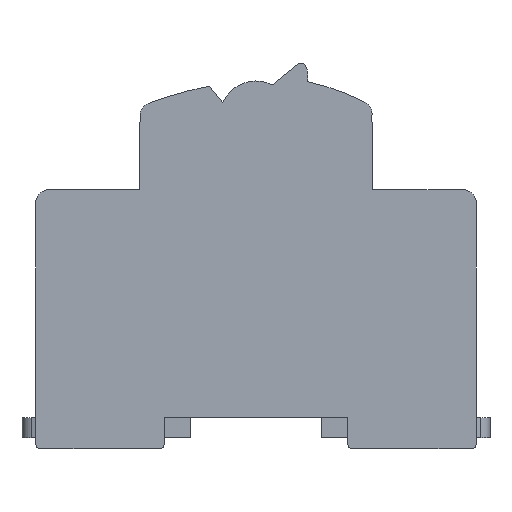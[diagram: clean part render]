
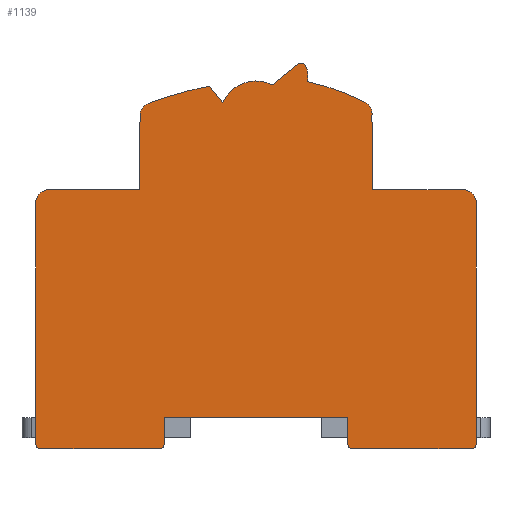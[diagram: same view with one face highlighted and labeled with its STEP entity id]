
A CAD part, left-side view. The second image highlights one B-rep face of the part: STEP entity #1139.
In plain terms, the highlighted planar face has unit normal (-1, 0, 0).
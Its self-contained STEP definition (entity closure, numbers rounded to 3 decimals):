
#268=AXIS2_PLACEMENT_3D('Circle Axis2P3D',#266,#267,$) ;
#316=AXIS2_PLACEMENT_3D('Circle Axis2P3D',#314,#315,$) ;
#522=AXIS2_PLACEMENT_3D('Circle Axis2P3D',#520,#521,$) ;
#565=AXIS2_PLACEMENT_3D('Circle Axis2P3D',#563,#564,$) ;
#596=AXIS2_PLACEMENT_3D('Circle Axis2P3D',#594,#595,$) ;
#651=AXIS2_PLACEMENT_3D('Circle Axis2P3D',#649,#650,$) ;
#675=AXIS2_PLACEMENT_3D('Circle Axis2P3D',#673,#674,$) ;
#699=AXIS2_PLACEMENT_3D('Circle Axis2P3D',#697,#698,$) ;
#723=AXIS2_PLACEMENT_3D('Circle Axis2P3D',#721,#722,$) ;
#771=AXIS2_PLACEMENT_3D('Circle Axis2P3D',#769,#770,$) ;
#819=AXIS2_PLACEMENT_3D('Circle Axis2P3D',#817,#818,$) ;
#843=AXIS2_PLACEMENT_3D('Circle Axis2P3D',#841,#842,$) ;
#898=AXIS2_PLACEMENT_3D('Circle Axis2P3D',#896,#897,$) ;
#1094=AXIS2_PLACEMENT_3D('Plane Axis2P3D',#1091,#1092,#1093) ;
#256=CARTESIAN_POINT('Vertex',(-8.9,42.5,-63.)) ;
#263=CARTESIAN_POINT('Vertex',(-8.9,41.5,-64.)) ;
#266=CARTESIAN_POINT('Axis2P3D Location',(-8.9,41.5,-63.)) ;
#283=CARTESIAN_POINT('Line Origine',(-8.9,30.1,-64.)) ;
#287=CARTESIAN_POINT('Vertex',(-8.9,18.7,-64.)) ;
#311=CARTESIAN_POINT('Vertex',(-8.9,17.7,-63.)) ;
#314=CARTESIAN_POINT('Axis2P3D Location',(-8.9,18.7,-63.)) ;
#337=CARTESIAN_POINT('Vertex',(-8.9,17.7,-58.)) ;
#340=CARTESIAN_POINT('Line Origine',(-8.9,17.7,-60.5)) ;
#419=CARTESIAN_POINT('Vertex',(-8.9,-17.7,-58.)) ;
#422=CARTESIAN_POINT('Line Origine',(-8.9,0.,-58.)) ;
#489=CARTESIAN_POINT('Vertex',(-8.9,-17.7,-63.)) ;
#492=CARTESIAN_POINT('Line Origine',(-8.9,-17.7,-60.5)) ;
#517=CARTESIAN_POINT('Vertex',(-8.9,-18.7,-64.)) ;
#520=CARTESIAN_POINT('Axis2P3D Location',(-8.9,-18.7,-63.)) ;
#532=CARTESIAN_POINT('Line Origine',(-8.9,-30.1,-64.)) ;
#536=CARTESIAN_POINT('Vertex',(-8.9,-41.5,-64.)) ;
#560=CARTESIAN_POINT('Vertex',(-8.9,-42.5,-63.)) ;
#563=CARTESIAN_POINT('Axis2P3D Location',(-8.9,-41.5,-63.)) ;
#584=CARTESIAN_POINT('Vertex',(-8.9,-42.5,-16.5)) ;
#591=CARTESIAN_POINT('Vertex',(-8.9,-40.,-14.)) ;
#594=CARTESIAN_POINT('Axis2P3D Location',(-8.9,-40.,-16.5)) ;
#615=CARTESIAN_POINT('Vertex',(-8.9,-22.5,-14.)) ;
#622=CARTESIAN_POINT('Vertex',(-8.9,-22.375,0.326)) ;
#625=CARTESIAN_POINT('Line Origine',(-8.9,-22.437,-6.837)) ;
#646=CARTESIAN_POINT('Vertex',(-8.9,-21.034,2.907)) ;
#649=CARTESIAN_POINT('Axis2P3D Location',(-8.9,-19.9,0.679)) ;
#670=CARTESIAN_POINT('Vertex',(-8.9,-9.861,6.883)) ;
#673=CARTESIAN_POINT('Axis2P3D Location',(-8.9,-0.122,-38.177)) ;
#694=CARTESIAN_POINT('Vertex',(-8.9,-9.631,9.848)) ;
#697=CARTESIAN_POINT('Axis2P3D Location',(-8.9,-5.511,8.038)) ;
#718=CARTESIAN_POINT('Vertex',(-8.9,-8.087,10.223)) ;
#721=CARTESIAN_POINT('Axis2P3D Location',(-8.9,-8.716,9.445)) ;
#742=CARTESIAN_POINT('Vertex',(-8.9,-3.165,6.244)) ;
#745=CARTESIAN_POINT('Line Origine',(-8.9,-5.626,8.233)) ;
#766=CARTESIAN_POINT('Vertex',(-8.9,6.405,2.824)) ;
#769=CARTESIAN_POINT('Axis2P3D Location',(-8.9,0.,0.)) ;
#790=CARTESIAN_POINT('Vertex',(-8.9,8.977,6.)) ;
#793=CARTESIAN_POINT('Line Origine',(-8.9,7.691,4.412)) ;
#814=CARTESIAN_POINT('Vertex',(-8.9,20.786,2.675)) ;
#817=CARTESIAN_POINT('Axis2P3D Location',(-8.9,-4.014,-62.784)) ;
#838=CARTESIAN_POINT('Vertex',(-8.9,22.372,0.717)) ;
#841=CARTESIAN_POINT('Axis2P3D Location',(-8.9,19.901,0.337)) ;
#858=CARTESIAN_POINT('Line Origine',(-8.9,22.436,-6.641)) ;
#862=CARTESIAN_POINT('Vertex',(-8.9,22.5,-14.)) ;
#886=CARTESIAN_POINT('Vertex',(-8.9,40.,-14.)) ;
#893=CARTESIAN_POINT('Vertex',(-8.9,42.5,-16.5)) ;
#896=CARTESIAN_POINT('Axis2P3D Location',(-8.9,40.,-16.5)) ;
#913=CARTESIAN_POINT('Line Origine',(-8.9,42.5,-39.75)) ;
#1091=CARTESIAN_POINT('Axis2P3D Location',(-8.9,0.,0.)) ;
#1096=CARTESIAN_POINT('Line Origine',(-8.9,-42.5,-39.75)) ;
#1101=CARTESIAN_POINT('Line Origine',(-8.9,-31.25,-14.)) ;
#1106=CARTESIAN_POINT('Line Origine',(-8.9,31.25,-14.)) ;
#267=DIRECTION('Axis2P3D Direction',(-1.,0.,0.)) ;
#284=DIRECTION('Vector Direction',(0.,1.,0.)) ;
#315=DIRECTION('Axis2P3D Direction',(-1.,0.,0.)) ;
#341=DIRECTION('Vector Direction',(0.,0.,1.)) ;
#423=DIRECTION('Vector Direction',(0.,-1.,0.)) ;
#493=DIRECTION('Vector Direction',(0.,0.,1.)) ;
#521=DIRECTION('Axis2P3D Direction',(-1.,0.,0.)) ;
#533=DIRECTION('Vector Direction',(0.,1.,0.)) ;
#564=DIRECTION('Axis2P3D Direction',(-1.,0.,0.)) ;
#595=DIRECTION('Axis2P3D Direction',(-1.,0.,0.)) ;
#626=DIRECTION('Vector Direction',(0.,0.009,1.)) ;
#650=DIRECTION('Axis2P3D Direction',(-1.,0.,0.)) ;
#674=DIRECTION('Axis2P3D Direction',(-1.,0.,0.)) ;
#698=DIRECTION('Axis2P3D Direction',(-1.,0.,0.)) ;
#722=DIRECTION('Axis2P3D Direction',(-1.,0.,0.)) ;
#746=DIRECTION('Vector Direction',(0.,0.778,-0.629)) ;
#770=DIRECTION('Axis2P3D Direction',(-1.,0.,0.)) ;
#794=DIRECTION('Vector Direction',(0.,0.629,0.777)) ;
#818=DIRECTION('Axis2P3D Direction',(-1.,0.,0.)) ;
#842=DIRECTION('Axis2P3D Direction',(-1.,0.,0.)) ;
#859=DIRECTION('Vector Direction',(0.,-0.009,1.)) ;
#897=DIRECTION('Axis2P3D Direction',(-1.,0.,0.)) ;
#914=DIRECTION('Vector Direction',(0.,0.,-1.)) ;
#1092=DIRECTION('Axis2P3D Direction',(-1.,0.,0.)) ;
#1093=DIRECTION('Axis2P3D XDirection',(0.,0.,-1.)) ;
#1097=DIRECTION('Vector Direction',(0.,0.,-1.)) ;
#1102=DIRECTION('Vector Direction',(0.,1.,0.)) ;
#1107=DIRECTION('Vector Direction',(0.,1.,0.)) ;
#285=VECTOR('Line Direction',#284,1.) ;
#342=VECTOR('Line Direction',#341,1.) ;
#424=VECTOR('Line Direction',#423,1.) ;
#494=VECTOR('Line Direction',#493,1.) ;
#534=VECTOR('Line Direction',#533,1.) ;
#627=VECTOR('Line Direction',#626,1.) ;
#747=VECTOR('Line Direction',#746,1.) ;
#795=VECTOR('Line Direction',#794,1.) ;
#860=VECTOR('Line Direction',#859,1.) ;
#915=VECTOR('Line Direction',#914,1.) ;
#1098=VECTOR('Line Direction',#1097,1.) ;
#1103=VECTOR('Line Direction',#1102,1.) ;
#1108=VECTOR('Line Direction',#1107,1.) ;
#1112=ORIENTED_EDGE('',*,*,#917,.T.) ;
#1113=ORIENTED_EDGE('',*,*,#270,.T.) ;
#1114=ORIENTED_EDGE('',*,*,#289,.F.) ;
#1115=ORIENTED_EDGE('',*,*,#318,.T.) ;
#1116=ORIENTED_EDGE('',*,*,#344,.T.) ;
#1117=ORIENTED_EDGE('',*,*,#426,.T.) ;
#1118=ORIENTED_EDGE('',*,*,#496,.F.) ;
#1119=ORIENTED_EDGE('',*,*,#524,.T.) ;
#1120=ORIENTED_EDGE('',*,*,#538,.F.) ;
#1121=ORIENTED_EDGE('',*,*,#567,.T.) ;
#1122=ORIENTED_EDGE('',*,*,#1100,.F.) ;
#1123=ORIENTED_EDGE('',*,*,#598,.T.) ;
#1124=ORIENTED_EDGE('',*,*,#1105,.T.) ;
#1125=ORIENTED_EDGE('',*,*,#629,.T.) ;
#1126=ORIENTED_EDGE('',*,*,#653,.T.) ;
#1127=ORIENTED_EDGE('',*,*,#677,.T.) ;
#1128=ORIENTED_EDGE('',*,*,#701,.T.) ;
#1129=ORIENTED_EDGE('',*,*,#725,.T.) ;
#1130=ORIENTED_EDGE('',*,*,#749,.T.) ;
#1131=ORIENTED_EDGE('',*,*,#773,.T.) ;
#1132=ORIENTED_EDGE('',*,*,#797,.T.) ;
#1133=ORIENTED_EDGE('',*,*,#821,.T.) ;
#1134=ORIENTED_EDGE('',*,*,#845,.T.) ;
#1135=ORIENTED_EDGE('',*,*,#864,.F.) ;
#1136=ORIENTED_EDGE('',*,*,#1110,.T.) ;
#1137=ORIENTED_EDGE('',*,*,#900,.T.) ;
#1139=ADVANCED_FACE('PartBody',(#1138),#1095,.T.) ;
#269=CIRCLE('generated circle',#268,1.) ;
#317=CIRCLE('generated circle',#316,1.) ;
#523=CIRCLE('generated circle',#522,1.) ;
#566=CIRCLE('generated circle',#565,1.) ;
#597=CIRCLE('generated circle',#596,2.5) ;
#652=CIRCLE('generated circle',#651,2.5) ;
#676=CIRCLE('generated circle',#675,46.1) ;
#700=CIRCLE('generated circle',#699,4.5) ;
#724=CIRCLE('generated circle',#723,1.) ;
#772=CIRCLE('generated circle',#771,7.) ;
#820=CIRCLE('generated circle',#819,70.) ;
#844=CIRCLE('generated circle',#843,2.5) ;
#899=CIRCLE('generated circle',#898,2.5) ;
#270=EDGE_CURVE('',#257,#264,#269,.T.) ;
#289=EDGE_CURVE('',#288,#264,#286,.T.) ;
#318=EDGE_CURVE('',#288,#312,#317,.T.) ;
#344=EDGE_CURVE('',#312,#338,#343,.T.) ;
#426=EDGE_CURVE('',#338,#420,#425,.T.) ;
#496=EDGE_CURVE('',#490,#420,#495,.T.) ;
#524=EDGE_CURVE('',#490,#518,#523,.T.) ;
#538=EDGE_CURVE('',#537,#518,#535,.T.) ;
#567=EDGE_CURVE('',#537,#561,#566,.T.) ;
#598=EDGE_CURVE('',#585,#592,#597,.T.) ;
#629=EDGE_CURVE('',#616,#623,#628,.T.) ;
#653=EDGE_CURVE('',#623,#647,#652,.T.) ;
#677=EDGE_CURVE('',#647,#671,#676,.T.) ;
#701=EDGE_CURVE('',#671,#695,#700,.T.) ;
#725=EDGE_CURVE('',#695,#719,#724,.T.) ;
#749=EDGE_CURVE('',#719,#743,#748,.T.) ;
#773=EDGE_CURVE('',#743,#767,#772,.T.) ;
#797=EDGE_CURVE('',#767,#791,#796,.T.) ;
#821=EDGE_CURVE('',#791,#815,#820,.T.) ;
#845=EDGE_CURVE('',#815,#839,#844,.T.) ;
#864=EDGE_CURVE('',#863,#839,#861,.T.) ;
#900=EDGE_CURVE('',#887,#894,#899,.T.) ;
#917=EDGE_CURVE('',#894,#257,#916,.T.) ;
#1100=EDGE_CURVE('',#585,#561,#1099,.T.) ;
#1105=EDGE_CURVE('',#592,#616,#1104,.T.) ;
#1110=EDGE_CURVE('',#863,#887,#1109,.T.) ;
#1111=EDGE_LOOP('',(#1112,#1113,#1114,#1115,#1116,#1117,#1118,#1119,#1120,#1121,#1122,#1123,#1124,#1125,#1126,#1127,#1128,#1129,#1130,#1131,#1132,#1133,#1134,#1135,#1136,#1137)) ;
#1138=FACE_OUTER_BOUND('',#1111,.T.) ;
#286=LINE('Line',#283,#285) ;
#343=LINE('Line',#340,#342) ;
#425=LINE('Line',#422,#424) ;
#495=LINE('Line',#492,#494) ;
#535=LINE('Line',#532,#534) ;
#628=LINE('Line',#625,#627) ;
#748=LINE('Line',#745,#747) ;
#796=LINE('Line',#793,#795) ;
#861=LINE('Line',#858,#860) ;
#916=LINE('Line',#913,#915) ;
#1099=LINE('Line',#1096,#1098) ;
#1104=LINE('Line',#1101,#1103) ;
#1109=LINE('Line',#1106,#1108) ;
#1095=PLANE('',#1094) ;
#257=VERTEX_POINT('',#256) ;
#264=VERTEX_POINT('',#263) ;
#288=VERTEX_POINT('',#287) ;
#312=VERTEX_POINT('',#311) ;
#338=VERTEX_POINT('',#337) ;
#420=VERTEX_POINT('',#419) ;
#490=VERTEX_POINT('',#489) ;
#518=VERTEX_POINT('',#517) ;
#537=VERTEX_POINT('',#536) ;
#561=VERTEX_POINT('',#560) ;
#585=VERTEX_POINT('',#584) ;
#592=VERTEX_POINT('',#591) ;
#616=VERTEX_POINT('',#615) ;
#623=VERTEX_POINT('',#622) ;
#647=VERTEX_POINT('',#646) ;
#671=VERTEX_POINT('',#670) ;
#695=VERTEX_POINT('',#694) ;
#719=VERTEX_POINT('',#718) ;
#743=VERTEX_POINT('',#742) ;
#767=VERTEX_POINT('',#766) ;
#791=VERTEX_POINT('',#790) ;
#815=VERTEX_POINT('',#814) ;
#839=VERTEX_POINT('',#838) ;
#863=VERTEX_POINT('',#862) ;
#887=VERTEX_POINT('',#886) ;
#894=VERTEX_POINT('',#893) ;
